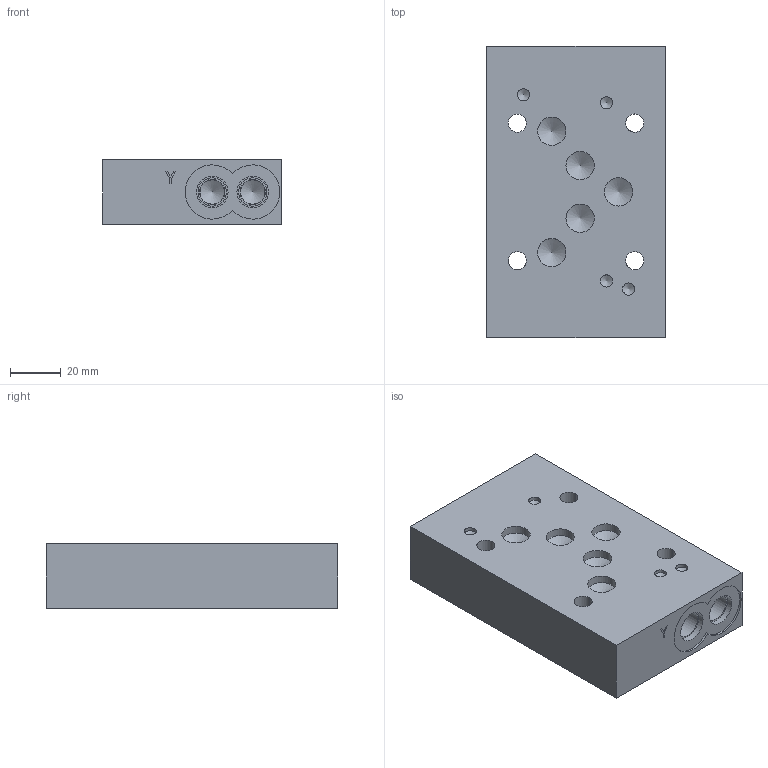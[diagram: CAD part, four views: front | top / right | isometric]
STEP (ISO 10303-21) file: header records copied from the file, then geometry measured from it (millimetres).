
FILE_DESCRIPTION(/* description */ (''),/* implementation_level */ '2;1');
FILE_NAME(/* name */ '_D05HTPXY4S.stp',/* time_stamp */ '2021-12-28T11:43:47-05:00',/* author */ ('jrf'),/* organization */ (''),/* preprocessor_version */ 'ST-DEVELOPER v18.1',/* originating_system */ 'Autodesk Inventor 2022',/* authorisation */ '');
FILE_SCHEMA (('AUTOMOTIVE_DESIGN { 1 0 10303 214 3 1 1 }'));
Length unit declared in the file: millimetre
Products named in the file (1): Part_AD05HTPXY4S_3D
Bounding box: 69.85 x 114.3 x 25.4 mm (x, y, z)
Volume: 185496.2 mm3; surface area: 31462.4 mm2
Topology: 1 solids, 1 shells, 456 faces, 1189 edges, 784 vertices
Faces by surface type: plane 317, bspline 65, cylinder 49, cone 25
Full cylindrical faces by diameter (mm): 4.775 x4, 7.137 x4, 9.525 x4, 9.881 x4, 11.113 x7, 11.125 x8, 12.395 x4, 15.875 x7, 21.285 x2
Entity records: 14503 total; most frequent: CARTESIAN_POINT 3308, ORIENTED_EDGE 2342, DIRECTION 1923, EDGE_CURVE 1171, LINE 937, VECTOR 937, VERTEX_POINT 784, EDGE_LOOP 531
